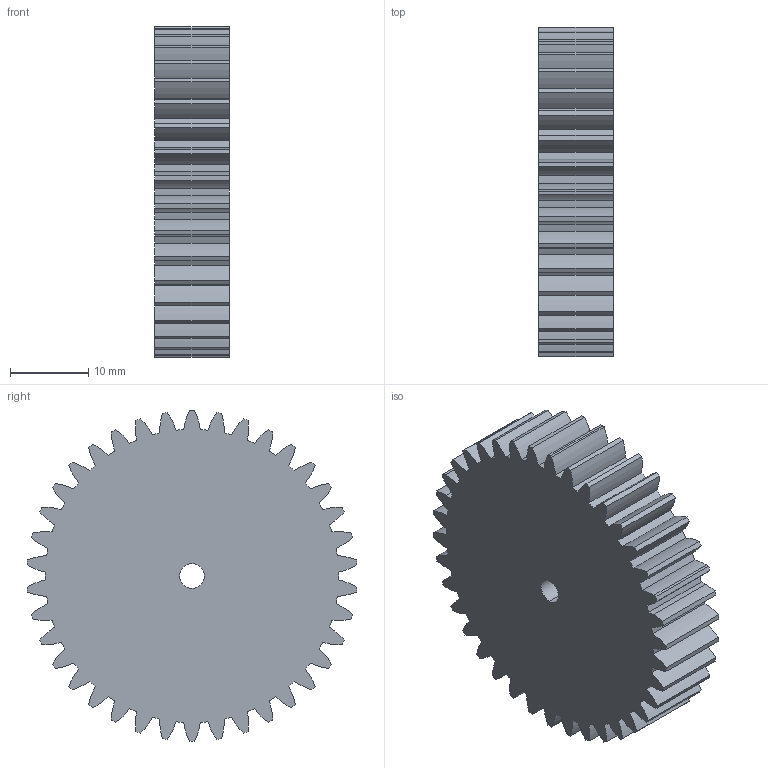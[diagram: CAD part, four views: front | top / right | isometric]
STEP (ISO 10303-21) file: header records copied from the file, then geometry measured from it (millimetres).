
FILE_DESCRIPTION (( 'STEP AP214' ), '1' );
FILE_NAME ('38T Driven Gear.STEP', '2024-10-15T21:05:22', ( '' ), ( '' ), 'SwSTEP 2.0', 'SolidWorks 2024', '' );
FILE_SCHEMA (( 'AUTOMOTIVE_DESIGN' ));
Length unit declared in the file: inch
Products named in the file (1): 38T Driven Gear
Bounding box: 9.53 x 42.24 x 42.33 mm (x, y, z)
Volume: 11802.9 mm3; surface area: 4986.7 mm2
Topology: 1 solids, 1 shells, 161 faces, 477 edges, 318 vertices
Faces by surface type: cylinder 159, plane 2
Entity records: 5620 total; most frequent: DIRECTION 1119, CARTESIAN_POINT 957, ORIENTED_EDGE 954, AXIS2_PLACEMENT_3D 480, EDGE_CURVE 477, CIRCLE 318, VERTEX_POINT 318, EDGE_LOOP 163
